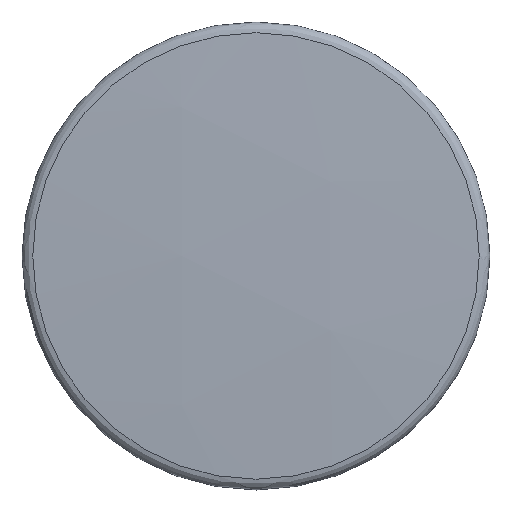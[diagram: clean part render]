
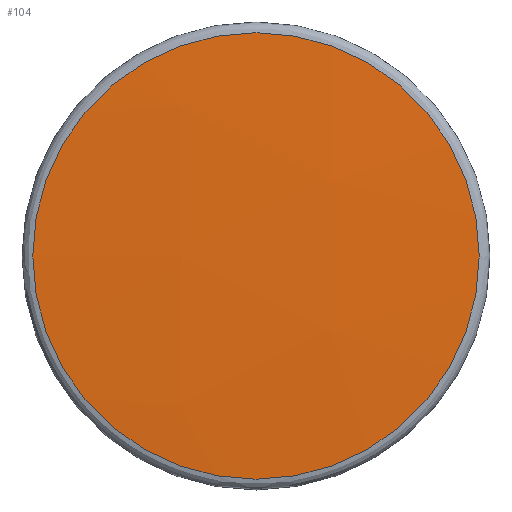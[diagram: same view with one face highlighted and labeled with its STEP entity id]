
A CAD part, top view. The second image highlights one B-rep face of the part: STEP entity #104.
In plain terms, the highlighted spherical face has radius 149.559 mm.
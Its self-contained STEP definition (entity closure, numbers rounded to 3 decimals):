
#16=SPHERICAL_SURFACE('',#121,149.559);
#31=FACE_OUTER_BOUND('',#44,.T.);
#44=EDGE_LOOP('',(#87,#88));
#53=CIRCLE('',#122,7.871);
#54=CIRCLE('',#123,7.871);
#63=VERTEX_POINT('',#183);
#64=VERTEX_POINT('',#184);
#72=EDGE_CURVE('',#63,#64,#53,.T.);
#73=EDGE_CURVE('',#64,#63,#54,.T.);
#87=ORIENTED_EDGE('',*,*,#72,.F.);
#88=ORIENTED_EDGE('',*,*,#73,.F.);
#104=ADVANCED_FACE('',(#31),#16,.T.);
#121=AXIS2_PLACEMENT_3D('',#182,#153,#154);
#122=AXIS2_PLACEMENT_3D('',#185,#155,#156);
#123=AXIS2_PLACEMENT_3D('',#186,#157,#158);
#153=DIRECTION('center_axis',(1.,0.,0.));
#154=DIRECTION('ref_axis',(0.,-1.,0.));
#155=DIRECTION('center_axis',(0.,0.,-1.));
#156=DIRECTION('ref_axis',(1.,0.,0.));
#157=DIRECTION('center_axis',(0.,0.,-1.));
#158=DIRECTION('ref_axis',(1.,0.,0.));
#182=CARTESIAN_POINT('Origin',(0.,0.,
-148.831));
#183=CARTESIAN_POINT('',(-7.871,0.,0.52));
#184=CARTESIAN_POINT('',(7.871,0.,0.52));
#185=CARTESIAN_POINT('Origin',(0.,0.,0.52));
#186=CARTESIAN_POINT('Origin',(0.,0.,0.52));
